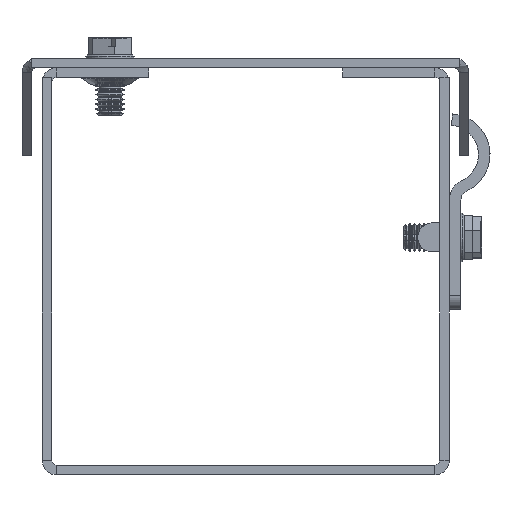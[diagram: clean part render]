
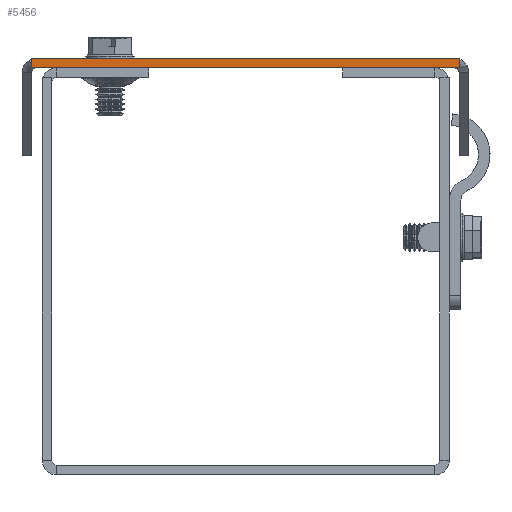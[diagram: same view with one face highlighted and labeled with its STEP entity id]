
A CAD part, left-side view. The second image highlights one B-rep face of the part: STEP entity #5456.
In plain terms, the highlighted face is planar.
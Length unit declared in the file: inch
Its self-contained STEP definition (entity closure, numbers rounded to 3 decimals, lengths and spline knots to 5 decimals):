
#526=LINE('',#8744,#1027);
#535=LINE('',#8762,#1036);
#554=LINE('',#8801,#1055);
#556=LINE('',#8806,#1057);
#1027=VECTOR('',#6929,2.755);
#1036=VECTOR('',#6946,2.755);
#1055=VECTOR('',#6989,0.0625);
#1057=VECTOR('',#6997,0.0625);
#1312=PLANE('',#5851);
#1691=FACE_OUTER_BOUND('',#2063,.T.);
#2063=EDGE_LOOP('',(#4586,#4587,#4588,#4589));
#2703=VERTEX_POINT('',#8741);
#2704=VERTEX_POINT('',#8743);
#2708=VERTEX_POINT('',#8759);
#2709=VERTEX_POINT('',#8761);
#3340=EDGE_CURVE('',#2704,#2703,#526,.T.);
#3349=EDGE_CURVE('',#2709,#2708,#535,.T.);
#3369=EDGE_CURVE('',#2709,#2703,#554,.T.);
#3371=EDGE_CURVE('',#2708,#2704,#556,.T.);
#4586=ORIENTED_EDGE('',*,*,#3340,.T.);
#4587=ORIENTED_EDGE('',*,*,#3369,.F.);
#4588=ORIENTED_EDGE('',*,*,#3349,.T.);
#4589=ORIENTED_EDGE('',*,*,#3371,.T.);
#5456=ADVANCED_FACE('',(#1691),#1312,.T.);
#5851=AXIS2_PLACEMENT_3D('',#8807,#6998,#6999);
#6929=DIRECTION('',(0.,-1.,0.));
#6946=DIRECTION('',(0.,1.,0.));
#6989=DIRECTION('',(0.,0.,1.));
#6997=DIRECTION('',(0.,0.,1.));
#6998=DIRECTION('center_axis',(1.,0.,0.));
#6999=DIRECTION('ref_axis',(0.,0.,-1.));
#8741=CARTESIAN_POINT('',(36.,0.,0.0625));
#8743=CARTESIAN_POINT('',(36.,2.755,0.0625));
#8744=CARTESIAN_POINT('',(36.,0.,0.0625));
#8759=CARTESIAN_POINT('',(36.,2.755,0.));
#8761=CARTESIAN_POINT('',(36.,0.,0.));
#8762=CARTESIAN_POINT('',(36.,0.,0.));
#8801=CARTESIAN_POINT('',(36.,0.,0.));
#8806=CARTESIAN_POINT('',(36.,2.755,0.));
#8807=CARTESIAN_POINT('Origin',(36.,2.755,0.));
